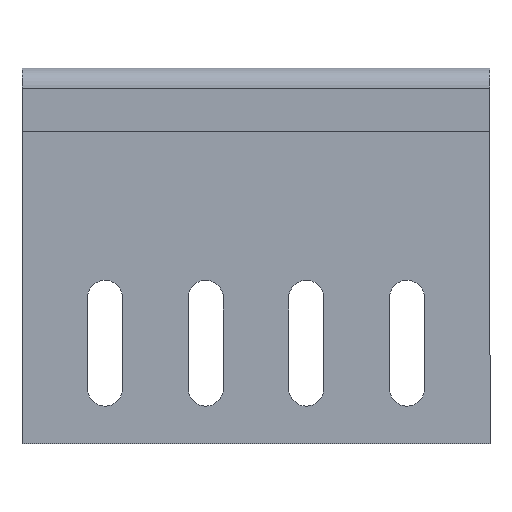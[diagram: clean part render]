
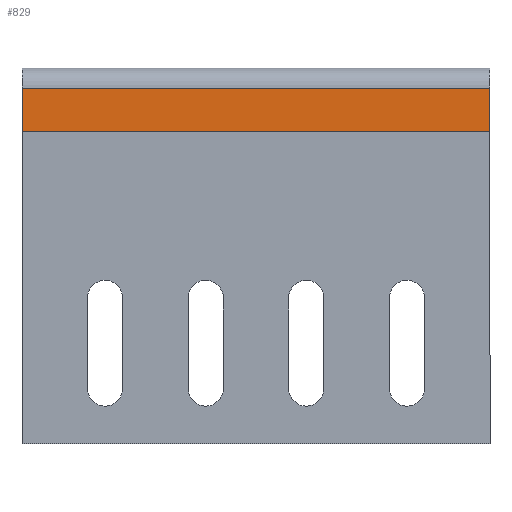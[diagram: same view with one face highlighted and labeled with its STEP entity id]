
A CAD part, top view. The second image highlights one B-rep face of the part: STEP entity #829.
In plain terms, the highlighted planar face has unit normal (0, 0, 1).
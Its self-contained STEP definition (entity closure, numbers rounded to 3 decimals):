
#5 = LINE ( 'NONE', #316, #145 ) ;
#41 = LINE ( 'NONE', #397, #172 ) ;
#46 = LINE ( 'NONE', #298, #90 ) ;
#49 = LINE ( 'NONE', #317, #182 ) ;
#90 = VECTOR ( 'NONE', #299, 1000. ) ;
#116 = FACE_OUTER_BOUND ( 'NONE', #667, .T. ) ;
#145 = VECTOR ( 'NONE', #401, 1000. ) ;
#172 = VECTOR ( 'NONE', #209, 1000. ) ;
#182 = VECTOR ( 'NONE', #304, 1000. ) ;
#209 = DIRECTION ( 'NONE',  ( -1., 0., 0. ) ) ;
#242 = CARTESIAN_POINT ( 'NONE',  ( 46.5, 62., 8. ) ) ;
#274 = CARTESIAN_POINT ( 'NONE',  ( 46.5, 70.659, 8. ) ) ;
#289 = DIRECTION ( 'NONE',  ( 0., 0., -1. ) ) ;
#298 = CARTESIAN_POINT ( 'NONE',  ( -46.5, 70.659, 8. ) ) ;
#299 = DIRECTION ( 'NONE',  ( -1., 0., 0. ) ) ;
#304 = DIRECTION ( 'NONE',  ( 0., -1., 0. ) ) ;
#310 = PLANE ( 'NONE',  #749 ) ;
#316 = CARTESIAN_POINT ( 'NONE',  ( -46.5, 62., 8. ) ) ;
#317 = CARTESIAN_POINT ( 'NONE',  ( 46.5, 62., 8. ) ) ;
#359 = CARTESIAN_POINT ( 'NONE',  ( -46.5, 152., 8. ) ) ;
#384 = DIRECTION ( 'NONE',  ( 1., 0., 0. ) ) ;
#397 = CARTESIAN_POINT ( 'NONE',  ( -46.5, 62., 8. ) ) ;
#401 = DIRECTION ( 'NONE',  ( 0., 1., 0. ) ) ;
#441 = VERTEX_POINT ( 'NONE', #869 ) ;
#485 = VERTEX_POINT ( 'NONE', #867 ) ;
#517 = ORIENTED_EDGE ( 'NONE', *, *, #784, .T. ) ;
#536 = ORIENTED_EDGE ( 'NONE', *, *, #786, .F. ) ;
#564 = ORIENTED_EDGE ( 'NONE', *, *, #785, .F. ) ;
#601 = ORIENTED_EDGE ( 'NONE', *, *, #787, .F. ) ;
#619 = VERTEX_POINT ( 'NONE', #242 ) ;
#667 = EDGE_LOOP ( 'NONE', ( #564, #517, #536, #601 ) ) ;
#671 = VERTEX_POINT ( 'NONE', #274 ) ;
#749 = AXIS2_PLACEMENT_3D ( 'NONE', #359, #289, #384 ) ;
#784 = EDGE_CURVE ( 'NONE', #671, #441, #46, .T. ) ;
#785 = EDGE_CURVE ( 'NONE', #671, #619, #49, .T. ) ;
#786 = EDGE_CURVE ( 'NONE', #485, #441, #5, .T. ) ;
#787 = EDGE_CURVE ( 'NONE', #619, #485, #41, .T. ) ;
#829 = ADVANCED_FACE ( 'NONE', ( #116 ), #310, .F. ) ;
#867 = CARTESIAN_POINT ( 'NONE',  ( -46.5, 62., 8. ) ) ;
#869 = CARTESIAN_POINT ( 'NONE',  ( -46.5, 70.659, 8. ) ) ;
